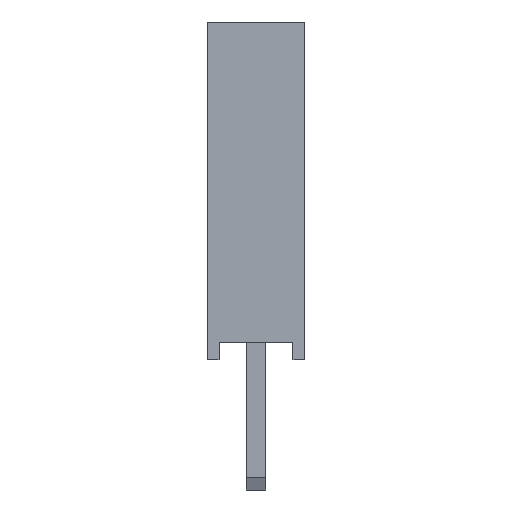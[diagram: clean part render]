
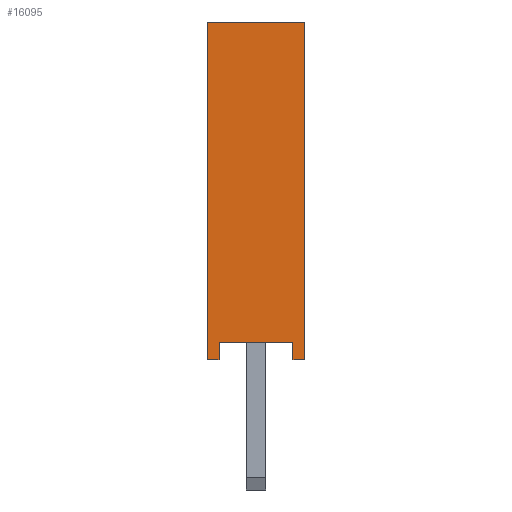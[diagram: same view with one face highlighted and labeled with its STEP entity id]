
A CAD part, left-side view. The second image highlights one B-rep face of the part: STEP entity #16095.
In plain terms, the highlighted planar face has unit normal (-1, 0, 0).
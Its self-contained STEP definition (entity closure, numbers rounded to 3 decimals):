
#382=FACE_OUTER_BOUND('',#1279,.T.);
#1279=EDGE_LOOP('',(#10389,#10390,#10391,#10392,#10393,#10394,#10395,#10396));
#2285=LINE('',#22416,#4394);
#2289=LINE('',#22425,#4398);
#2293=LINE('',#22432,#4402);
#2295=LINE('',#22438,#4404);
#2302=LINE('',#22452,#4411);
#2304=LINE('',#22456,#4413);
#2306=LINE('',#22460,#4415);
#2308=LINE('',#22463,#4417);
#4394=VECTOR('',#18196,10.);
#4398=VECTOR('',#18202,10.);
#4402=VECTOR('',#18208,10.);
#4404=VECTOR('',#18216,10.);
#4411=VECTOR('',#18227,10.);
#4413=VECTOR('',#18231,10.);
#4415=VECTOR('',#18235,10.);
#4417=VECTOR('',#18239,10.);
#6478=VERTEX_POINT('',#22414);
#6479=VERTEX_POINT('',#22415);
#6482=VERTEX_POINT('',#22423);
#6483=VERTEX_POINT('',#22424);
#6486=VERTEX_POINT('',#22437);
#6491=VERTEX_POINT('',#22451);
#6492=VERTEX_POINT('',#22455);
#6493=VERTEX_POINT('',#22459);
#7993=EDGE_CURVE('',#6478,#6479,#2285,.T.);
#7997=EDGE_CURVE('',#6482,#6483,#2289,.T.);
#8001=EDGE_CURVE('',#6479,#6482,#2293,.T.);
#8003=EDGE_CURVE('',#6483,#6486,#2295,.T.);
#8010=EDGE_CURVE('',#6491,#6478,#2302,.T.);
#8012=EDGE_CURVE('',#6492,#6491,#2304,.T.);
#8014=EDGE_CURVE('',#6493,#6492,#2306,.T.);
#8016=EDGE_CURVE('',#6486,#6493,#2308,.T.);
#10389=ORIENTED_EDGE('',*,*,#8010,.F.);
#10390=ORIENTED_EDGE('',*,*,#8012,.F.);
#10391=ORIENTED_EDGE('',*,*,#8014,.F.);
#10392=ORIENTED_EDGE('',*,*,#8016,.F.);
#10393=ORIENTED_EDGE('',*,*,#8003,.F.);
#10394=ORIENTED_EDGE('',*,*,#7997,.F.);
#10395=ORIENTED_EDGE('',*,*,#8001,.F.);
#10396=ORIENTED_EDGE('',*,*,#7993,.F.);
#14723=PLANE('',#17028);
#16095=ADVANCED_FACE('',(#382),#14723,.F.);
#17028=AXIS2_PLACEMENT_3D('',#22464,#18240,#18241);
#18196=DIRECTION('',(0.,0.,1.));
#18202=DIRECTION('',(0.,0.,-1.));
#18208=DIRECTION('',(0.,-1.,0.));
#18216=DIRECTION('',(0.,1.,0.));
#18227=DIRECTION('',(0.,1.,0.));
#18231=DIRECTION('',(0.,0.,-1.));
#18235=DIRECTION('',(0.,1.,0.));
#18239=DIRECTION('',(0.,0.,1.));
#18240=DIRECTION('center_axis',(1.,0.,0.));
#18241=DIRECTION('ref_axis',(0.,0.,-1.));
#22414=CARTESIAN_POINT('',(-1.317,1.238,0.));
#22415=CARTESIAN_POINT('',(-1.317,1.238,8.575));
#22416=CARTESIAN_POINT('',(-1.317,1.238,2.144));
#22423=CARTESIAN_POINT('',(-1.317,-1.238,8.575));
#22424=CARTESIAN_POINT('',(-1.317,-1.238,0.));
#22425=CARTESIAN_POINT('',(-1.317,-1.238,2.144));
#22432=CARTESIAN_POINT('',(-1.317,-1.238,8.575));
#22437=CARTESIAN_POINT('',(-1.317,-0.938,0.));
#22438=CARTESIAN_POINT('',(-1.317,-1.238,0.));
#22451=CARTESIAN_POINT('',(-1.317,0.938,0.));
#22452=CARTESIAN_POINT('',(-1.317,-1.238,0.));
#22455=CARTESIAN_POINT('',(-1.317,0.938,0.448));
#22456=CARTESIAN_POINT('',(-1.317,0.938,0.));
#22459=CARTESIAN_POINT('',(-1.317,-0.938,0.448));
#22460=CARTESIAN_POINT('',(-1.317,-0.15,0.448));
#22463=CARTESIAN_POINT('',(-1.317,-0.938,0.224));
#22464=CARTESIAN_POINT('Origin',(-1.317,-1.238,0.));
